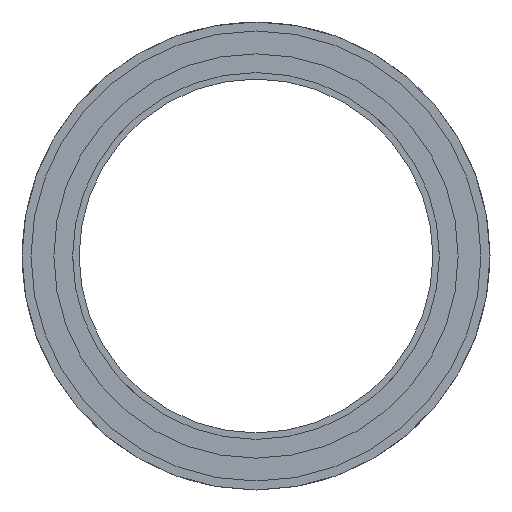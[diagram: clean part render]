
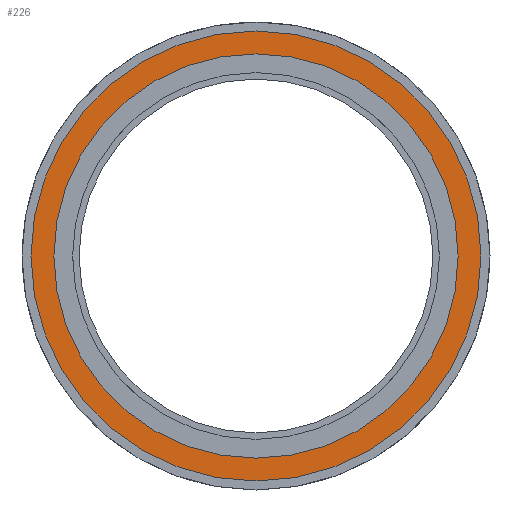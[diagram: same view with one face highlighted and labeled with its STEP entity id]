
A CAD part, front view. The second image highlights one B-rep face of the part: STEP entity #226.
In plain terms, the highlighted planar face has unit normal (0, -1, 0).
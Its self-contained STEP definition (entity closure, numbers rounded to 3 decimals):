
#5 = DIRECTION ( 'NONE',  ( 0., -1., 0. ) ) ;
#14 = AXIS2_PLACEMENT_3D ( 'NONE', #472, #274, #49 ) ;
#39 = FACE_OUTER_BOUND ( 'NONE', #261, .T. ) ;
#43 = VERTEX_POINT ( 'NONE', #231 ) ;
#49 = DIRECTION ( 'NONE',  ( 0., 0., 1. ) ) ;
#122 = ORIENTED_EDGE ( 'NONE', *, *, #448, .T. ) ;
#136 = DIRECTION ( 'NONE',  ( 0., 0., 1. ) ) ;
#152 = DIRECTION ( 'NONE',  ( 0., 0., 1. ) ) ;
#155 = ORIENTED_EDGE ( 'NONE', *, *, #174, .F. ) ;
#156 = PLANE ( 'NONE',  #14 ) ;
#174 = EDGE_CURVE ( 'NONE', #405, #405, #293, .T. ) ;
#185 = CIRCLE ( 'NONE', #410, 62.5 ) ;
#226 = ADVANCED_FACE ( 'NONE', ( #327, #39 ), #156, .F. ) ;
#231 = CARTESIAN_POINT ( 'NONE',  ( 0., -9.9, 62.5 ) ) ;
#241 = EDGE_LOOP ( 'NONE', ( #155 ) ) ;
#261 = EDGE_LOOP ( 'NONE', ( #122 ) ) ;
#274 = DIRECTION ( 'NONE',  ( 0., 1., 0. ) ) ;
#293 = CIRCLE ( 'NONE', #490, 56.15 ) ;
#321 = DIRECTION ( 'NONE',  ( 0., -1., 0. ) ) ;
#327 = FACE_BOUND ( 'NONE', #241, .T. ) ;
#334 = CARTESIAN_POINT ( 'NONE',  ( 0., -9.9, 0. ) ) ;
#378 = CARTESIAN_POINT ( 'NONE',  ( 0., -9.9, 56.15 ) ) ;
#405 = VERTEX_POINT ( 'NONE', #378 ) ;
#410 = AXIS2_PLACEMENT_3D ( 'NONE', #334, #321, #136 ) ;
#434 = CARTESIAN_POINT ( 'NONE',  ( 0., -9.9, 0. ) ) ;
#448 = EDGE_CURVE ( 'NONE', #43, #43, #185, .T. ) ;
#472 = CARTESIAN_POINT ( 'NONE',  ( 0., -9.9, 0. ) ) ;
#490 = AXIS2_PLACEMENT_3D ( 'NONE', #434, #5, #152 ) ;
